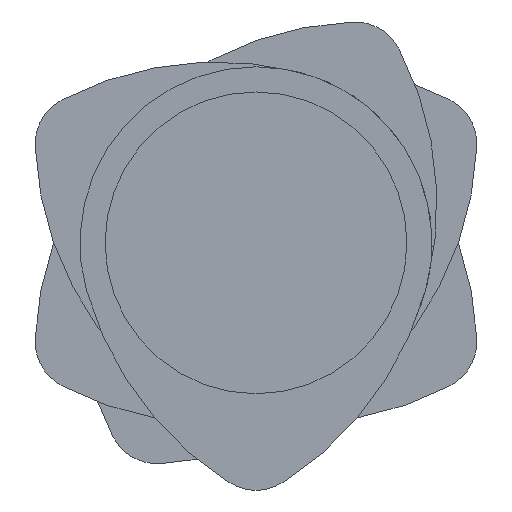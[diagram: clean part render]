
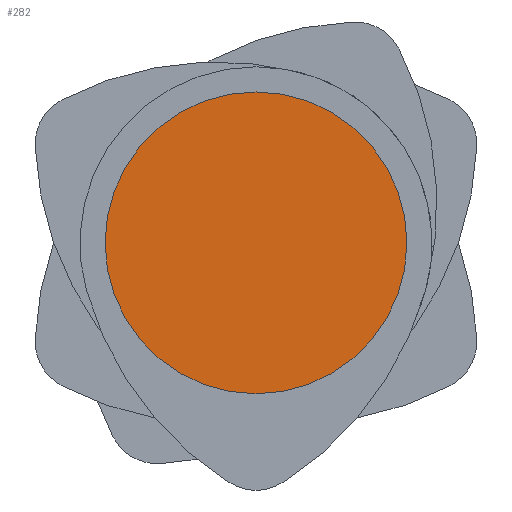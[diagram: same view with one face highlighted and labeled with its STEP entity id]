
A CAD part, front view. The second image highlights one B-rep face of the part: STEP entity #282.
In plain terms, the highlighted planar face has unit normal (0, -1, 0).
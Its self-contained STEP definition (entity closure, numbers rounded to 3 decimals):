
#134=FACE_OUTER_BOUND('',#578,.T.);
#227=PLANE('',#1458);
#282=ADVANCED_FACE('',(#134),#227,.T.);
#578=EDGE_LOOP('',(#806));
#806=ORIENTED_EDGE('',*,*,#1160,.T.);
#1026=VERTEX_POINT('',#2211);
#1160=EDGE_CURVE('',#1026,#1026,#1294,.T.);
#1294=CIRCLE('',#1457,18.);
#1457=AXIS2_PLACEMENT_3D('',#2210,#1795,#1796);
#1458=AXIS2_PLACEMENT_3D('',#2212,#1797,#1798);
#1795=DIRECTION('',(0.,-1.,0.));
#1796=DIRECTION('',(1.,0.,0.));
#1797=DIRECTION('',(0.,-1.,0.));
#1798=DIRECTION('',(0.,0.,-1.));
#2210=CARTESIAN_POINT('',(0.,-26.,0.));
#2211=CARTESIAN_POINT('',(18.,-26.,0.));
#2212=CARTESIAN_POINT('',(0.,-26.,0.));
